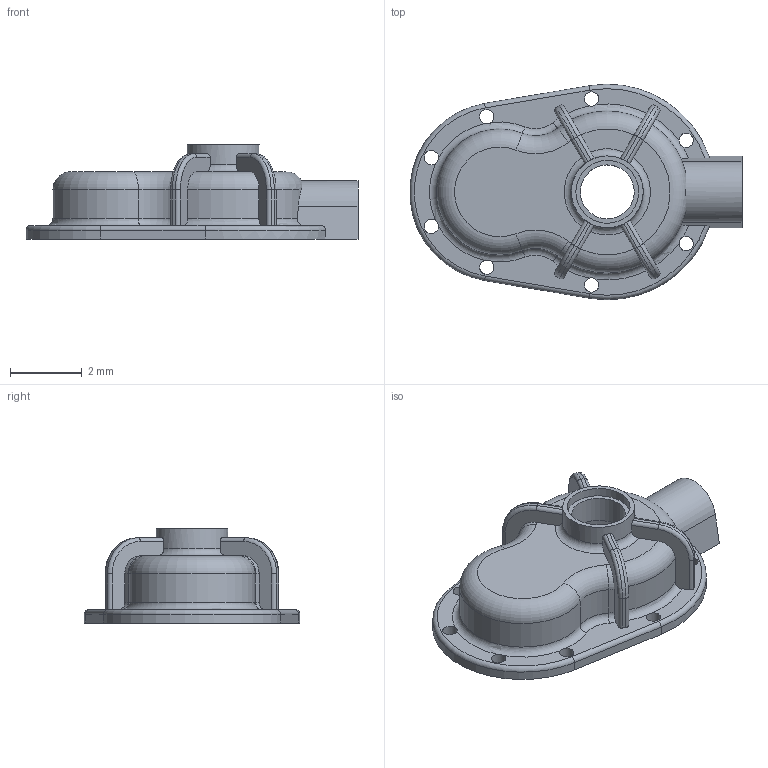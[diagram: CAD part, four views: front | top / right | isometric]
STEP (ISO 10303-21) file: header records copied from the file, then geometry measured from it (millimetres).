
FILE_DESCRIPTION(( 'This file is a STEP version of an Parasolid data model', 'write_model', 'write_rep'), '2;1');
FILE_NAME('file_name', '1998-03-12T21:46:13+00:00', ('All at GSSL'), ( 'Geometric Software Services Co. Ltd, Pawan Complex, Pune 411038, India'), 'PSstep_Caselib version 3.5', '', 'Geometric Software Services Co. Ltd; Shila Vihar colony, Kothrud, Pune - 411 038, India');
FILE_SCHEMA(('CONFIG_CONTROL_DESIGN'));
Length unit declared in the file: metre
Products named in the file (1): PRODUCT_ID
Bounding box: 9.24 x 6 x 2.62 mm (x, y, z)
Volume: 21.6 mm3; surface area: 167.6 mm2
Topology: 1 solids, 1 shells, 127 faces, 351 edges, 222 vertices
Faces by surface type: cylinder 54, torus 40, plane 33
Full cylindrical faces by diameter (mm): 0.25 x2, 0.4 x8, 1.25 x1, 1.5 x2, 1.75 x1, 2 x1
Entity records: 5191 total; most frequent: CARTESIAN_POINT 1903, DIRECTION 705, ORIENTED_EDGE 652, EDGE_CURVE 326, AXIS2_PLACEMENT_3D 301, VERTEX_POINT 212, CIRCLE 170, EDGE_LOOP 158
